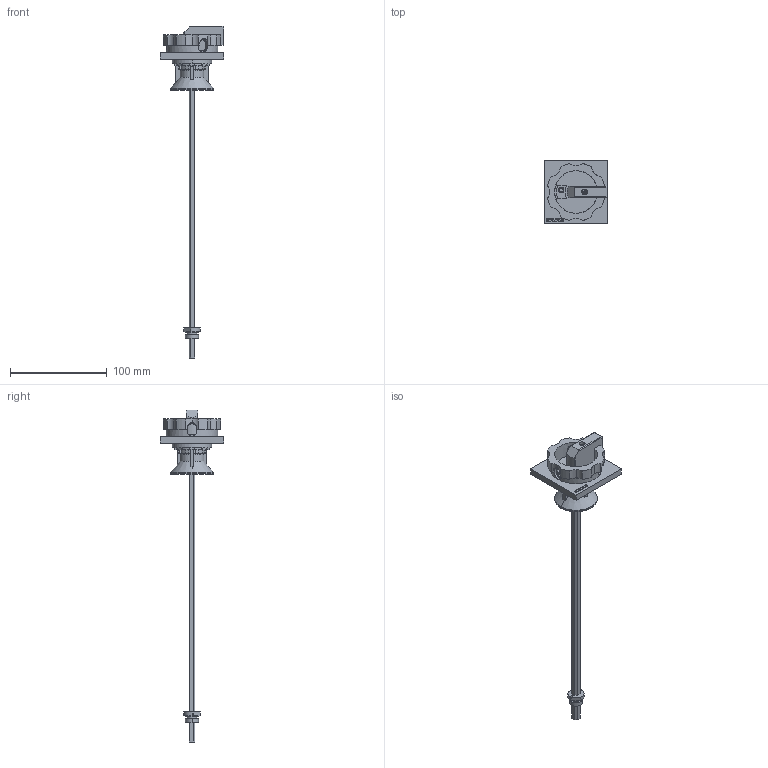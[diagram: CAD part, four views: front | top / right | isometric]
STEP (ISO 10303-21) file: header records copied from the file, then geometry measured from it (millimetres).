
FILE_DESCRIPTION(('STEP AP214'),'1');
FILE_NAME('cctmp_F0B3A417-CA8B-4BD4-A4F4-A1FFFFC455C5_2023_04_14_01_08_33_0679..stp','2023-04-13T23:08:34',('SIEMENS A&D'),('CADClick - www.CADClick.com'),'Spatial InterOp 3D postprocessed',' ','unknown authorization');
FILE_SCHEMA(('AUTOMOTIVE_DESIGN'));
Length unit declared in the file: millimetre
Products named in the file (1): 2023_04_14_01_08_33_0664
Bounding box: 66 x 66 x 342.6 mm (x, y, z)
Volume: 83772.3 mm3; surface area: 42723.9 mm2
Topology: 1 solids, 2 shells, 424 faces, 1192 edges, 788 vertices
Faces by surface type: plane 224, cylinder 172, torus 14, cone 12, sphere 2
Entity records: 16092 total; most frequent: CARTESIAN_POINT 3657, ORIENTED_EDGE 2380, DIRECTION 2302, EDGE_CURVE 1190, VERTEX_POINT 788, AXIS2_PLACEMENT_3D 785, LINE 732, VECTOR 732
